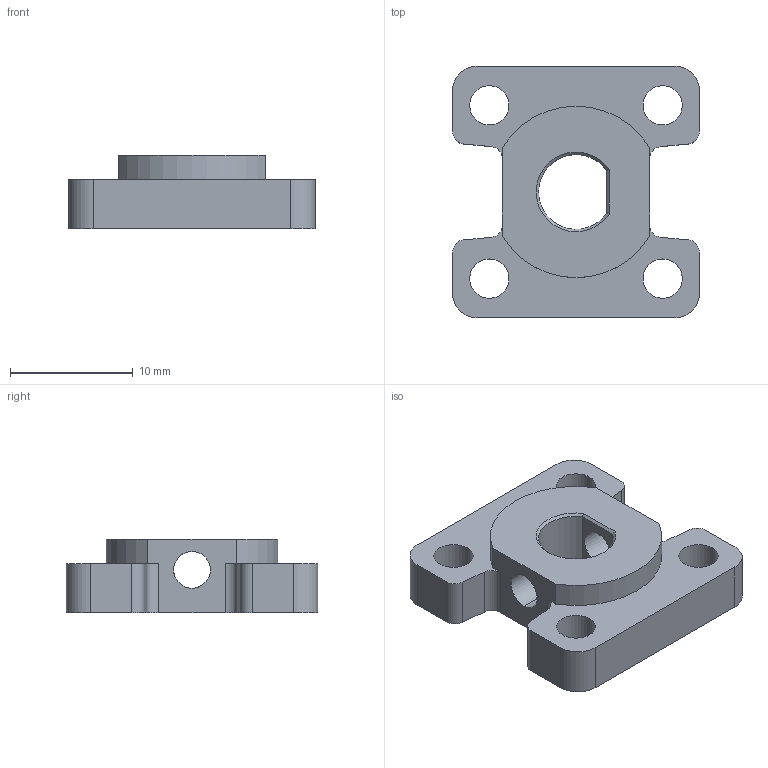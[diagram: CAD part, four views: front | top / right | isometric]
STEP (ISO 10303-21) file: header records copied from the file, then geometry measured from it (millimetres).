
FILE_DESCRIPTION (( 'STEP AP214' ), '1' );
FILE_NAME ('3dp_AL_Gen2.1_Customised_AL_shaft_flange_connector_2006.STEP', '2023-11-14T12:02:30', ( '' ), ( '' ), 'SwSTEP 2.0', 'SolidWorks 2022', '' );
FILE_SCHEMA (( 'AUTOMOTIVE_DESIGN' ));
Length unit declared in the file: millimetre
Products named in the file (1): 3dp_AL_Gen2.1_Customised_AL_shaft_flange_connector_2006
Bounding box: 20.14 x 20.54 x 6 mm (x, y, z)
Volume: 1338.7 mm3; surface area: 1328.3 mm2
Topology: 1 solids, 1 shells, 49 faces, 138 edges, 90 vertices
Faces by surface type: cylinder 28, plane 18, cone 3
Entity records: 1711 total; most frequent: CARTESIAN_POINT 334, DIRECTION 291, ORIENTED_EDGE 276, EDGE_CURVE 138, AXIS2_PLACEMENT_3D 107, VERTEX_POINT 90, LINE 77, VECTOR 77
